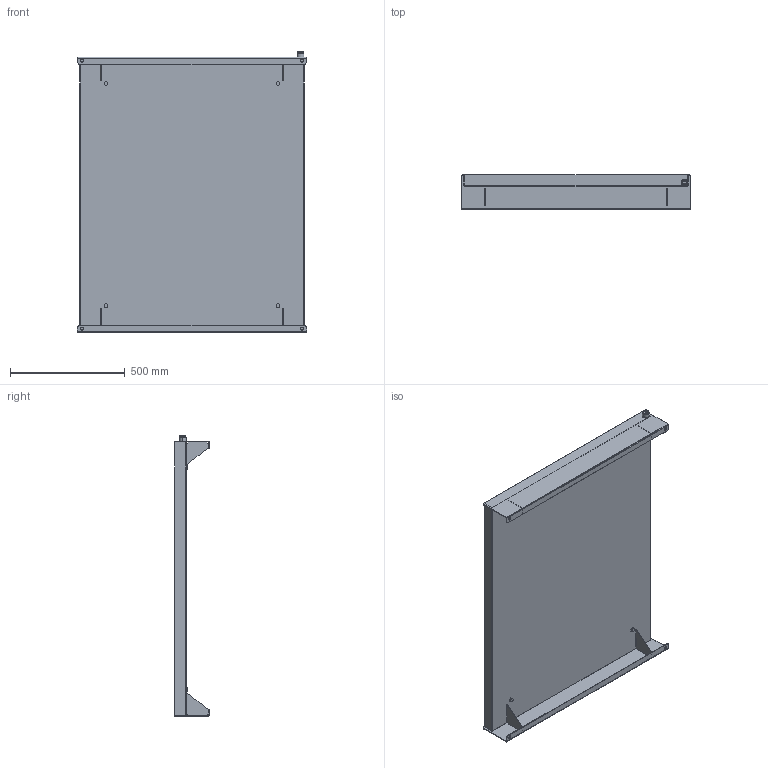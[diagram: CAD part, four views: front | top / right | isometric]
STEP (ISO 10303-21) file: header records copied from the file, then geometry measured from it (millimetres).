
FILE_DESCRIPTION (( 'STEP AP203' ), '1' );
FILE_NAME ('R1-059.STEP', '2022-06-29T07:45:59', ( '' ), ( '' ), 'SwSTEP 2.0', 'SolidWorks 2022', '' );
FILE_SCHEMA (( 'CONFIG_CONTROL_DESIGN' ));
Length unit declared in the file: millimetre
Products named in the file (11): BOUCHON VIDANGE ET BAGUE BS_VIDANGE 1\2; FINITION APPRET R1-059_APPRET STD; COTE RETENTION R1-059_R1 059; GOUSSET RETENTION R1-059_R1 059; vis_h_vis HM 10 X  20 ; R1-059; BAGUE ETANCHEITE BS_BS1\2; BOUCHON DE VIDANGE ACIER ZINGUE_BV1\2 A10-004; MANCHON R4 STD_R4 003; COTE VIDANGE RETENTION R1-059_R1 059; CUVE RETENTION R1-059_R1 059
Assembly tree (15 placements, depth 3):
  FINITION APPRET R1-059_APPRET STD
  R1-059
    CUVE RETENTION R1-059_R1 059
    COTE RETENTION R1-059_R1 059
    COTE VIDANGE RETENTION R1-059_R1 059
    GOUSSET RETENTION R1-059_R1 059  x4
    vis_h_vis HM 10 X  20   x4
    MANCHON R4 STD_R4 003
    BOUCHON VIDANGE ET BAGUE BS_VIDANGE 1\2
      BOUCHON DE VIDANGE ACIER ZINGUE_BV1\2 A10-004
      BAGUE ETANCHEITE BS_BS1\2
Bounding box: 1000 x 150 x 1223.5 mm (x, y, z)
Volume: 4987601.3 mm3; surface area: 3353435.3 mm2
Topology: 14 solids, 14 shells, 229 faces, 526 edges, 332 vertices
Faces by surface type: plane 131, cylinder 58, torus 24, cone 16
Entity records: 5606 total; most frequent: CARTESIAN_POINT 859, DIRECTION 774, ORIENTED_EDGE 668, EDGE_CURVE 334, AXIS2_PLACEMENT_3D 285, VERTEX_POINT 206, LINE 204, VECTOR 204
